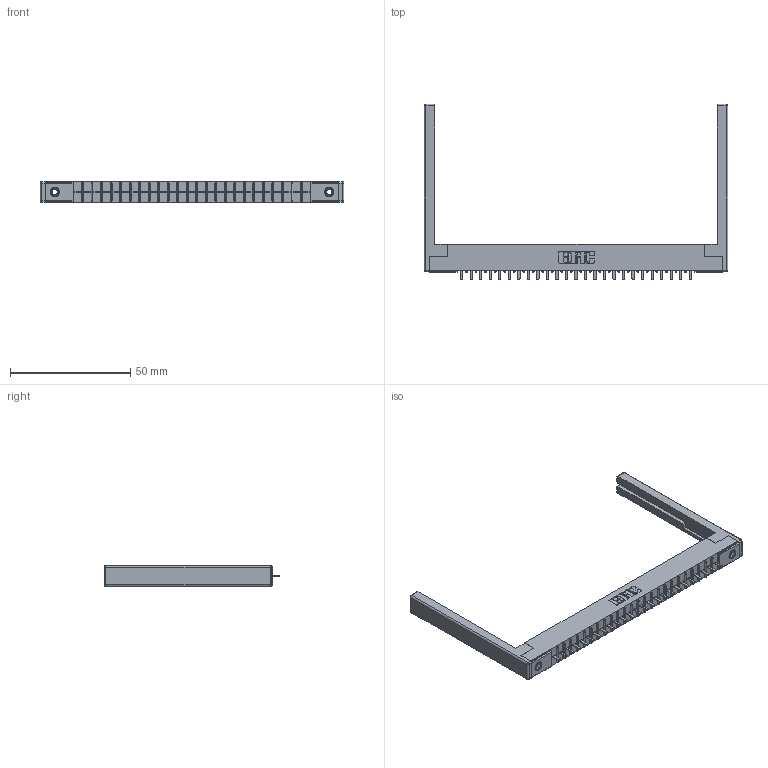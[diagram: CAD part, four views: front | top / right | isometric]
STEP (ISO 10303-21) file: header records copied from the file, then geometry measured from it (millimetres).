
FILE_DESCRIPTION (( 'STEP AP203' ), '1' );
FILE_NAME ('306-025-421-168.STEP', '2020-09-21T22:57:09', ( '' ), ( '' ), 'SwSTEP 2.0', 'SolidWorks 2020', '' );
FILE_SCHEMA (( 'CONFIG_CONTROL_DESIGN' ));
Length unit declared in the file: inch
Products named in the file (5): 306-025-421-168; 306 Part_.156 Dia; 307-220-068; 345-250-001_345-250-001-102; 306-290-001_121
Assembly tree (30 placements, depth 2):
  306-025-421-168
    306 Part_.156 Dia
    306-290-001_121  x25
    345-250-001_345-250-001-102  x2
    307-220-068  x2
Bounding box: 126.49 x 73.18 x 8.71 mm (x, y, z)
Volume: 13176.4 mm3; surface area: 16799.5 mm2
Topology: 30 solids, 30 shells, 2020 faces, 5631 edges, 3598 vertices
Faces by surface type: plane 1331, cylinder 565, sphere 108, cone 12, torus 4
Entity records: 28231 total; most frequent: CARTESIAN_POINT 4703, ORIENTED_EDGE 4652, DIRECTION 4652, EDGE_CURVE 2326, LINE 1806, VECTOR 1806, VERTEX_POINT 1474, AXIS2_PLACEMENT_3D 1423
